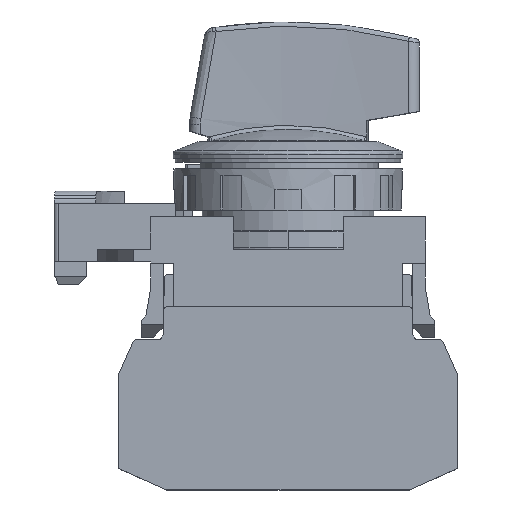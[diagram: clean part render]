
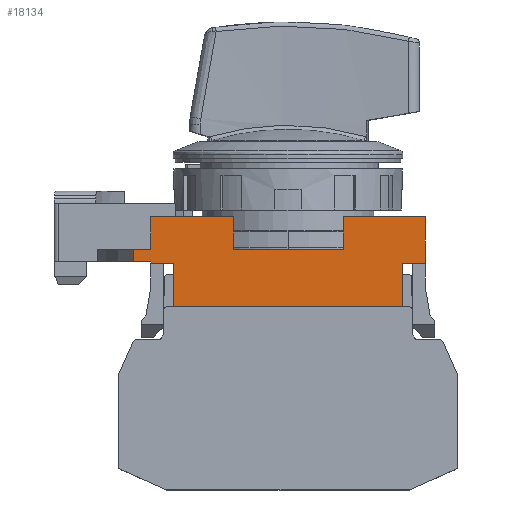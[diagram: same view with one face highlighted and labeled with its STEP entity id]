
A CAD part, left-side view. The second image highlights one B-rep face of the part: STEP entity #18134.
In plain terms, the highlighted planar face has unit normal (-1, 0, 0).
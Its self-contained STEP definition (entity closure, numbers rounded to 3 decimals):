
#188 = VERTEX_POINT ( 'NONE', #2402 ) ;
#235 = EDGE_CURVE ( 'NONE', #17200, #6802, #1014, .T. ) ;
#432 = VERTEX_POINT ( 'NONE', #2058 ) ;
#691 = VECTOR ( 'NONE', #5913, 1000. ) ;
#709 = EDGE_CURVE ( 'NONE', #188, #6504, #18175, .T. ) ;
#879 = VERTEX_POINT ( 'NONE', #6814 ) ;
#886 = EDGE_CURVE ( 'NONE', #8450, #9837, #12829, .T. ) ;
#925 = EDGE_CURVE ( 'NONE', #14740, #17200, #3921, .T. ) ;
#939 = VERTEX_POINT ( 'NONE', #2432 ) ;
#1014 = LINE ( 'NONE', #7079, #14201 ) ;
#1075 = CARTESIAN_POINT ( 'NONE',  ( -14.9, 1.057, 11. ) ) ;
#1081 = EDGE_CURVE ( 'NONE', #17532, #8450, #14987, .T. ) ;
#1395 = DIRECTION ( 'NONE',  ( 0., -1., 0. ) ) ;
#1416 = CARTESIAN_POINT ( 'NONE',  ( -14.9, -6.7, 5.5 ) ) ;
#1534 = ORIENTED_EDGE ( 'NONE', *, *, #886, .F. ) ;
#1792 = ORIENTED_EDGE ( 'NONE', *, *, #2672, .T. ) ;
#1921 = ORIENTED_EDGE ( 'NONE', *, *, #925, .F. ) ;
#1952 = CARTESIAN_POINT ( 'NONE',  ( -14.9, -16.7, 11. ) ) ;
#2058 = CARTESIAN_POINT ( 'NONE',  ( -14.9, 18.815, 7. ) ) ;
#2402 = CARTESIAN_POINT ( 'NONE',  ( -14.9, 16.7, 5.5 ) ) ;
#2432 = CARTESIAN_POINT ( 'NONE',  ( -14.9, 6.7, 11. ) ) ;
#2462 = EDGE_CURVE ( 'NONE', #13811, #879, #17568, .T. ) ;
#2672 = EDGE_CURVE ( 'NONE', #432, #6504, #6387, .T. ) ;
#2840 = ORIENTED_EDGE ( 'NONE', *, *, #16974, .F. ) ;
#2857 = DIRECTION ( 'NONE',  ( 0., 1., 0. ) ) ;
#2906 = DIRECTION ( 'NONE',  ( 0., 0., 1. ) ) ;
#2936 = CARTESIAN_POINT ( 'NONE',  ( -14.9, 1.057, 7. ) ) ;
#3196 = ORIENTED_EDGE ( 'NONE', *, *, #17700, .T. ) ;
#3380 = VERTEX_POINT ( 'NONE', #18297 ) ;
#3801 = VECTOR ( 'NONE', #15989, 1000. ) ;
#3907 = VECTOR ( 'NONE', #10182, 1000. ) ;
#3921 = LINE ( 'NONE', #9968, #3801 ) ;
#4008 = CARTESIAN_POINT ( 'NONE',  ( -14.9, 16.7, 5.5 ) ) ;
#4084 = DIRECTION ( 'NONE',  ( 0., 0., 1. ) ) ;
#4127 = CARTESIAN_POINT ( 'NONE',  ( -14.9, 0., 0. ) ) ;
#4340 = PLANE ( 'NONE',  #9300 ) ;
#4608 = CARTESIAN_POINT ( 'NONE',  ( -14.9, 1.057, 5.5 ) ) ;
#4646 = ORIENTED_EDGE ( 'NONE', *, *, #709, .F. ) ;
#4702 = ORIENTED_EDGE ( 'NONE', *, *, #15475, .F. ) ;
#4755 = EDGE_CURVE ( 'NONE', #432, #13811, #16504, .T. ) ;
#4882 = LINE ( 'NONE', #10932, #16950 ) ;
#5311 = DIRECTION ( 'NONE',  ( 0., -1., 0. ) ) ;
#5353 = CARTESIAN_POINT ( 'NONE',  ( -14.9, 16.7, 7. ) ) ;
#5681 = CARTESIAN_POINT ( 'NONE',  ( -14.9, -14., 0. ) ) ;
#5913 = DIRECTION ( 'NONE',  ( 0., 0., -1. ) ) ;
#6387 = LINE ( 'NONE', #12422, #12353 ) ;
#6504 = VERTEX_POINT ( 'NONE', #16767 ) ;
#6802 = VERTEX_POINT ( 'NONE', #16707 ) ;
#6814 = CARTESIAN_POINT ( 'NONE',  ( -14.9, 16.7, 11. ) ) ;
#7020 = VECTOR ( 'NONE', #2906, 1000. ) ;
#7079 = CARTESIAN_POINT ( 'NONE',  ( -14.9, 1.057, 5.3 ) ) ;
#7140 = DIRECTION ( 'NONE',  ( 0., -1., 0. ) ) ;
#7161 = VECTOR ( 'NONE', #4084, 1000. ) ;
#7250 = ORIENTED_EDGE ( 'NONE', *, *, #1081, .F. ) ;
#7341 = LINE ( 'NONE', #13355, #8826 ) ;
#7486 = DIRECTION ( 'NONE',  ( 0., 0., 1. ) ) ;
#7554 = CARTESIAN_POINT ( 'NONE',  ( -14.9, 6.7, 7. ) ) ;
#7921 = EDGE_CURVE ( 'NONE', #18793, #3380, #11623, .T. ) ;
#8157 = EDGE_CURVE ( 'NONE', #9837, #14915, #4882, .T. ) ;
#8308 = VECTOR ( 'NONE', #8991, 1000. ) ;
#8450 = VERTEX_POINT ( 'NONE', #15242 ) ;
#8639 = VECTOR ( 'NONE', #1395, 1000. ) ;
#8826 = VECTOR ( 'NONE', #19398, 1000. ) ;
#8939 = LINE ( 'NONE', #14964, #8639 ) ;
#8991 = DIRECTION ( 'NONE',  ( 0., -1., 0. ) ) ;
#9300 = AXIS2_PLACEMENT_3D ( 'NONE', #10391, #16417, #2857 ) ;
#9581 = EDGE_CURVE ( 'NONE', #879, #939, #14643, .T. ) ;
#9837 = VERTEX_POINT ( 'NONE', #1952 ) ;
#9968 = CARTESIAN_POINT ( 'NONE',  ( -14.9, 14., 5.5 ) ) ;
#10055 = DIRECTION ( 'NONE',  ( 0., 0., 1. ) ) ;
#10149 = ORIENTED_EDGE ( 'NONE', *, *, #4755, .F. ) ;
#10182 = DIRECTION ( 'NONE',  ( 0., -1., 0. ) ) ;
#10391 = CARTESIAN_POINT ( 'NONE',  ( -14.9, -16.7, 0. ) ) ;
#10441 = LINE ( 'NONE', #16467, #7020 ) ;
#10663 = DIRECTION ( 'NONE',  ( 0., 1., 0. ) ) ;
#10932 = CARTESIAN_POINT ( 'NONE',  ( -14.9, -16.7, 5.5 ) ) ;
#10977 = VERTEX_POINT ( 'NONE', #7554 ) ;
#11358 = EDGE_CURVE ( 'NONE', #14915, #3380, #7341, .T. ) ;
#11397 = VECTOR ( 'NONE', #5311, 1000. ) ;
#11623 = LINE ( 'NONE', #17650, #7161 ) ;
#12109 = ORIENTED_EDGE ( 'NONE', *, *, #9581, .F. ) ;
#12353 = VECTOR ( 'NONE', #18465, 1000. ) ;
#12422 = CARTESIAN_POINT ( 'NONE',  ( -14.9, 18.815, 6.25 ) ) ;
#12505 = EDGE_LOOP ( 'NONE', ( #13591, #1534, #7250, #2840, #16947, #12109, #18765, #10149, #1792, #4646, #4702, #14330, #1921, #3196, #13826, #13456 ) ) ;
#12829 = LINE ( 'NONE', #18870, #11397 ) ;
#13088 = DIRECTION ( 'NONE',  ( 0., 1., 0. ) ) ;
#13355 = CARTESIAN_POINT ( 'NONE',  ( -14.9, 1.057, 5.3 ) ) ;
#13426 = LINE ( 'NONE', #19463, #691 ) ;
#13456 = ORIENTED_EDGE ( 'NONE', *, *, #11358, .F. ) ;
#13591 = ORIENTED_EDGE ( 'NONE', *, *, #8157, .F. ) ;
#13811 = VERTEX_POINT ( 'NONE', #5353 ) ;
#13826 = ORIENTED_EDGE ( 'NONE', *, *, #7921, .T. ) ;
#14162 = CARTESIAN_POINT ( 'NONE',  ( -14.9, 14., 5.3 ) ) ;
#14201 = VECTOR ( 'NONE', #13088, 1000. ) ;
#14216 = VECTOR ( 'NONE', #10663, 1000. ) ;
#14330 = ORIENTED_EDGE ( 'NONE', *, *, #235, .F. ) ;
#14643 = LINE ( 'NONE', #1075, #16039 ) ;
#14740 = VERTEX_POINT ( 'NONE', #14929 ) ;
#14915 = VERTEX_POINT ( 'NONE', #15813 ) ;
#14929 = CARTESIAN_POINT ( 'NONE',  ( -14.9, 14., 0. ) ) ;
#14964 = CARTESIAN_POINT ( 'NONE',  ( -14.9, 1.057, 7. ) ) ;
#14987 = LINE ( 'NONE', #1416, #17697 ) ;
#15242 = CARTESIAN_POINT ( 'NONE',  ( -14.9, -6.7, 11. ) ) ;
#15475 = EDGE_CURVE ( 'NONE', #6802, #188, #10441, .T. ) ;
#15523 = VECTOR ( 'NONE', #10055, 1000. ) ;
#15813 = CARTESIAN_POINT ( 'NONE',  ( -14.9, -16.7, 5.3 ) ) ;
#15989 = DIRECTION ( 'NONE',  ( 0., 0., 1. ) ) ;
#16039 = VECTOR ( 'NONE', #7140, 1000. ) ;
#16187 = EDGE_CURVE ( 'NONE', #939, #10977, #13426, .T. ) ;
#16417 = DIRECTION ( 'NONE',  ( 1., 0., 0. ) ) ;
#16467 = CARTESIAN_POINT ( 'NONE',  ( -14.9, 16.7, 4. ) ) ;
#16504 = LINE ( 'NONE', #2936, #8308 ) ;
#16707 = CARTESIAN_POINT ( 'NONE',  ( -14.9, 16.7, 5.3 ) ) ;
#16767 = CARTESIAN_POINT ( 'NONE',  ( -14.9, 18.815, 5.5 ) ) ;
#16822 = CARTESIAN_POINT ( 'NONE',  ( -14.9, -6.7, 7. ) ) ;
#16947 = ORIENTED_EDGE ( 'NONE', *, *, #16187, .F. ) ;
#16950 = VECTOR ( 'NONE', #16954, 1000. ) ;
#16954 = DIRECTION ( 'NONE',  ( 0., 0., -1. ) ) ;
#16974 = EDGE_CURVE ( 'NONE', #10977, #17532, #8939, .T. ) ;
#17200 = VERTEX_POINT ( 'NONE', #14162 ) ;
#17532 = VERTEX_POINT ( 'NONE', #16822 ) ;
#17568 = LINE ( 'NONE', #4008, #15523 ) ;
#17650 = CARTESIAN_POINT ( 'NONE',  ( -14.9, -14., 2.65 ) ) ;
#17691 = LINE ( 'NONE', #4127, #3907 ) ;
#17697 = VECTOR ( 'NONE', #7486, 1000. ) ;
#17700 = EDGE_CURVE ( 'NONE', #14740, #18793, #17691, .T. ) ;
#17908 = FACE_OUTER_BOUND ( 'NONE', #12505, .T. ) ;
#18134 = ADVANCED_FACE ( 'NONE', ( #17908 ), #4340, .F. ) ;
#18175 = LINE ( 'NONE', #4608, #14216 ) ;
#18297 = CARTESIAN_POINT ( 'NONE',  ( -14.9, -14., 5.3 ) ) ;
#18465 = DIRECTION ( 'NONE',  ( 0., 0., -1. ) ) ;
#18765 = ORIENTED_EDGE ( 'NONE', *, *, #2462, .F. ) ;
#18793 = VERTEX_POINT ( 'NONE', #5681 ) ;
#18870 = CARTESIAN_POINT ( 'NONE',  ( -14.9, 1.057, 11. ) ) ;
#19398 = DIRECTION ( 'NONE',  ( 0., 1., 0. ) ) ;
#19463 = CARTESIAN_POINT ( 'NONE',  ( -14.9, 6.7, 5.5 ) ) ;
